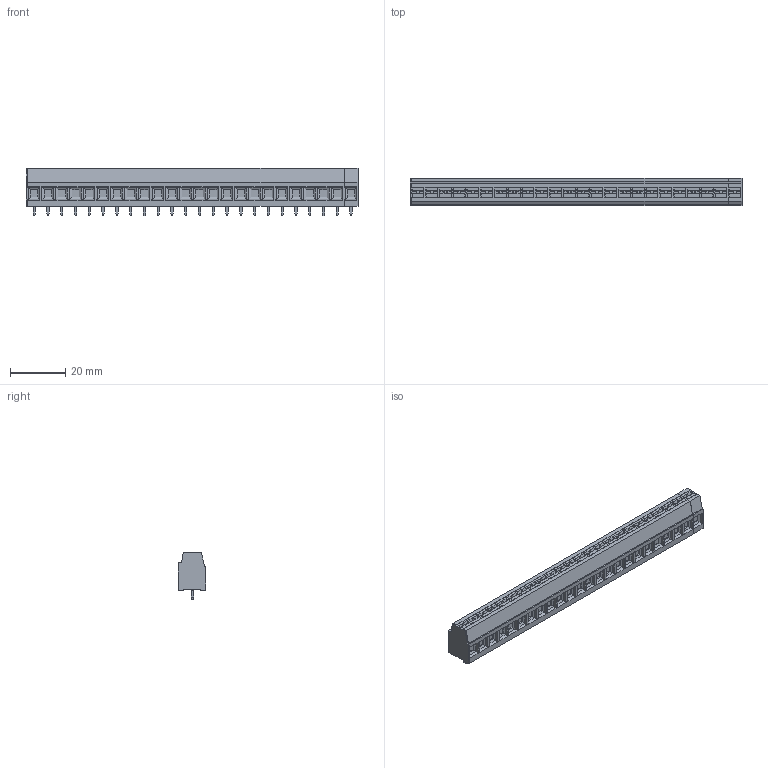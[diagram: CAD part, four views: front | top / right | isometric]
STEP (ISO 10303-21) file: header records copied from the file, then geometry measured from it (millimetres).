
FILE_DESCRIPTION(('CATIA V5 STEP Exchange','CAx-IF Rec.Pracs.--- Model Styling and Organization---1.4--- 2014-01-23'),'2;1');
FILE_NAME ('D1528717_0_2786770000_2786770000.stp','2022-04-26T14:10:19+00:00',('none'),('Weidmueller'),'CATIA Version 5-6 Release 2016 SP3 HF44','CATIA V5 STEP AP214','none');
FILE_SCHEMA(('AUTOMOTIVE_DESIGN { 1 0 10303 214 1 1 1 1 }'));
Products named in the file (1): 2786770000
Bounding box: 120.5 x 10 x 17.3 mm (x, y, z)
Volume: 14272.7 mm3; surface area: 9484.4 mm2
Topology: 51 solids, 100 shells, 2504 faces, 6828 edges, 4572 vertices
Faces by surface type: plane 2325, cylinder 167, cone 12
Entity records: 73019 total; most frequent: CARTESIAN_POINT 15867, ORIENTED_EDGE 13656, DIRECTION 8637, EDGE_CURVE 6828, VECTOR 6131, LINE 6131, VERTEX_POINT 4572, EDGE_LOOP 2600
